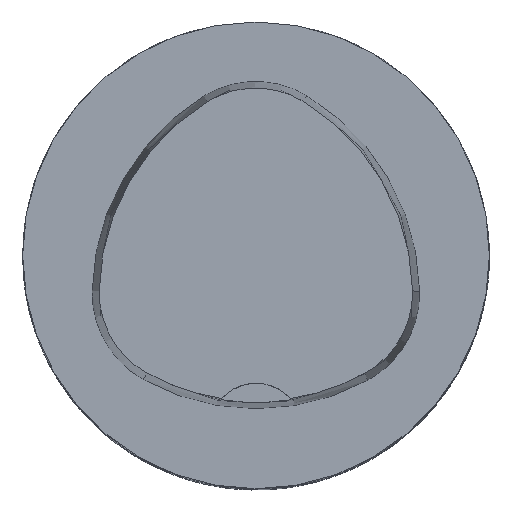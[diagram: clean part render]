
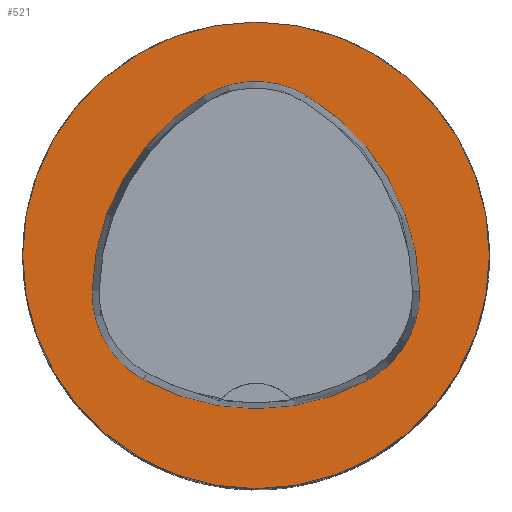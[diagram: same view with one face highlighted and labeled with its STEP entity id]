
A CAD part, top view. The second image highlights one B-rep face of the part: STEP entity #521.
In plain terms, the highlighted planar face has unit normal (0, 0, 1).
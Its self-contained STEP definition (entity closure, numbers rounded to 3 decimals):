
#179=PLANE('',#763);
#248=EDGE_LOOP('',(#355,#356,#357,#358,#359,#360));
#249=EDGE_LOOP('',(#361));
#355=ORIENTED_EDGE('',*,*,#416,.T.);
#356=ORIENTED_EDGE('',*,*,#414,.T.);
#357=ORIENTED_EDGE('',*,*,#412,.T.);
#358=ORIENTED_EDGE('',*,*,#410,.T.);
#359=ORIENTED_EDGE('',*,*,#408,.T.);
#360=ORIENTED_EDGE('',*,*,#406,.T.);
#361=ORIENTED_EDGE('',*,*,#441,.F.);
#406=EDGE_CURVE('',#583,#582,#465,.T.);
#408=EDGE_CURVE('',#584,#583,#466,.T.);
#410=EDGE_CURVE('',#585,#584,#467,.T.);
#412=EDGE_CURVE('',#586,#585,#468,.T.);
#414=EDGE_CURVE('',#587,#586,#469,.T.);
#416=EDGE_CURVE('',#582,#587,#470,.T.);
#441=EDGE_CURVE('',#604,#604,#471,.T.);
#465=CIRCLE('',#730,20.);
#466=CIRCLE('',#732,8.5);
#467=CIRCLE('',#734,20.);
#468=CIRCLE('',#736,8.5);
#469=CIRCLE('',#738,20.);
#470=CIRCLE('',#740,8.5);
#471=CIRCLE('',#762,20.);
#521=ADVANCED_FACE('',(#549,#550),#179,.T.);
#549=FACE_BOUND('',#248,.T.);
#550=FACE_BOUND('',#249,.T.);
#582=VERTEX_POINT('',#5916);
#583=VERTEX_POINT('',#5918);
#584=VERTEX_POINT('',#5922);
#585=VERTEX_POINT('',#5926);
#586=VERTEX_POINT('',#5930);
#587=VERTEX_POINT('',#5934);
#604=VERTEX_POINT('',#5992);
#730=AXIS2_PLACEMENT_3D('',#5917,#862,#863);
#732=AXIS2_PLACEMENT_3D('',#5921,#867,#868);
#734=AXIS2_PLACEMENT_3D('',#5925,#872,#873);
#736=AXIS2_PLACEMENT_3D('',#5929,#877,#878);
#738=AXIS2_PLACEMENT_3D('',#5933,#882,#883);
#740=AXIS2_PLACEMENT_3D('',#5937,#887,#888);
#762=AXIS2_PLACEMENT_3D('',#5991,#947,#948);
#763=AXIS2_PLACEMENT_3D('',#5993,#949,#950);
#862=DIRECTION('',(0.,0.,-1.));
#863=DIRECTION('',(-1.,0.,0.));
#867=DIRECTION('',(0.,0.,-1.));
#868=DIRECTION('',(-1.,0.,0.));
#872=DIRECTION('',(0.,0.,-1.));
#873=DIRECTION('',(-1.,0.,0.));
#877=DIRECTION('',(0.,0.,-1.));
#878=DIRECTION('',(-1.,0.,0.));
#882=DIRECTION('',(0.,0.,-1.));
#883=DIRECTION('',(-1.,0.,0.));
#887=DIRECTION('',(0.,0.,-1.));
#888=DIRECTION('',(-1.,0.,0.));
#947=DIRECTION('',(0.,0.,-1.));
#948=DIRECTION('',(-1.,0.,0.));
#949=DIRECTION('',(0.,0.,1.));
#950=DIRECTION('',(1.,0.,0.));
#5916=CARTESIAN_POINT('',(-9.655,-10.639,0.));
#5917=CARTESIAN_POINT('',(0.022,6.864,0.));
#5918=CARTESIAN_POINT('',(9.588,-10.699,0.));
#5921=CARTESIAN_POINT('',(5.522,-3.235,0.));
#5922=CARTESIAN_POINT('',(14.021,-3.075,0.));
#5925=CARTESIAN_POINT('',(-5.976,-3.45,0.));
#5926=CARTESIAN_POINT('',(4.347,13.68,0.));
#5929=CARTESIAN_POINT('',(-0.04,6.4,0.));
#5930=CARTESIAN_POINT('',(-4.472,13.653,0.));
#5933=CARTESIAN_POINT('',(5.955,-3.414,0.));
#5934=CARTESIAN_POINT('',(-14.041,-3.042,0.));
#5937=CARTESIAN_POINT('',(-5.543,-3.2,0.));
#5991=CARTESIAN_POINT('',(0.,0.,0.));
#5992=CARTESIAN_POINT('',(-20.,0.,0.));
#5993=CARTESIAN_POINT('',(0.,0.,0.));
